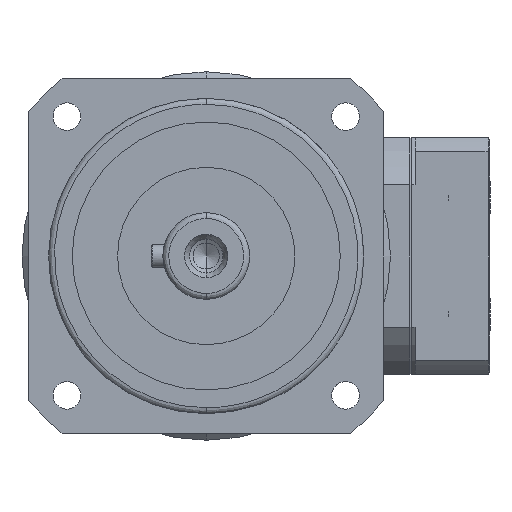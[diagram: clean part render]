
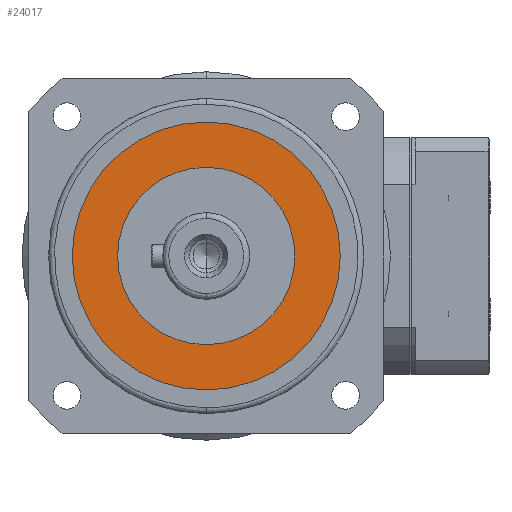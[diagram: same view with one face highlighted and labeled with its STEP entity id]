
A CAD part, left-side view. The second image highlights one B-rep face of the part: STEP entity #24017.
In plain terms, the highlighted face is planar.
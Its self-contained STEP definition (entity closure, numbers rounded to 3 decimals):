
#267 = DIRECTION ( 'NONE',  ( 1., 0., 0. ) ) ;
#285 = EDGE_CURVE ( 'NONE', #28862, #27330, #9961, .T. ) ;
#947 = VERTEX_POINT ( 'NONE', #19760 ) ;
#1787 = ORIENTED_EDGE ( 'NONE', *, *, #285, .T. ) ;
#3475 = CARTESIAN_POINT ( 'NONE',  ( -38.01, 0., 0. ) ) ;
#4088 = ORIENTED_EDGE ( 'NONE', *, *, #10827, .T. ) ;
#4869 = AXIS2_PLACEMENT_3D ( 'NONE', #14245, #267, #16520 ) ;
#5787 = DIRECTION ( 'NONE',  ( 0., 0., 1. ) ) ;
#6494 = AXIS2_PLACEMENT_3D ( 'NONE', #9880, #26225, #12232 ) ;
#7122 = DIRECTION ( 'NONE',  ( 0., 0., 1. ) ) ;
#7240 = DIRECTION ( 'NONE',  ( 1., 0., 0. ) ) ;
#7336 = CARTESIAN_POINT ( 'NONE',  ( -38.01, 0., 0. ) ) ;
#8153 = FACE_BOUND ( 'NONE', #26618, .T. ) ;
#9162 = DIRECTION ( 'NONE',  ( 1., 0., 0. ) ) ;
#9880 = CARTESIAN_POINT ( 'NONE',  ( -38.01, 0., 0. ) ) ;
#9961 = CIRCLE ( 'NONE', #26322, 34. ) ;
#10827 = EDGE_CURVE ( 'NONE', #13723, #947, #13965, .T. ) ;
#12232 = DIRECTION ( 'NONE',  ( 0., 0., 1. ) ) ;
#13215 = AXIS2_PLACEMENT_3D ( 'NONE', #23064, #9162, #25472 ) ;
#13655 = FACE_OUTER_BOUND ( 'NONE', #24009, .T. ) ;
#13723 = VERTEX_POINT ( 'NONE', #18050 ) ;
#13870 = AXIS2_PLACEMENT_3D ( 'NONE', #3475, #19710, #5787 ) ;
#13965 = CIRCLE ( 'NONE', #6494, 22.5 ) ;
#14245 = CARTESIAN_POINT ( 'NONE',  ( -38.01, 0., 0. ) ) ;
#16420 = PLANE ( 'NONE',  #4869 ) ;
#16520 = DIRECTION ( 'NONE',  ( 0., 0., -1. ) ) ;
#17419 = CIRCLE ( 'NONE', #13870, 22.5 ) ;
#18050 = CARTESIAN_POINT ( 'NONE',  ( -38.01, 0., -22.5 ) ) ;
#19710 = DIRECTION ( 'NONE',  ( -1., 0., 0. ) ) ;
#19760 = CARTESIAN_POINT ( 'NONE',  ( -38.01, 0., 22.5 ) ) ;
#20337 = EDGE_CURVE ( 'NONE', #947, #13723, #17419, .T. ) ;
#20554 = EDGE_CURVE ( 'NONE', #27330, #28862, #28444, .T. ) ;
#22064 = ORIENTED_EDGE ( 'NONE', *, *, #20337, .T. ) ;
#23064 = CARTESIAN_POINT ( 'NONE',  ( -38.01, 0., 0. ) ) ;
#24009 = EDGE_LOOP ( 'NONE', ( #1787, #24971 ) ) ;
#24017 = ADVANCED_FACE ( 'NONE', ( #13655, #8153 ), #16420, .T. ) ;
#24971 = ORIENTED_EDGE ( 'NONE', *, *, #20554, .T. ) ;
#25313 = CARTESIAN_POINT ( 'NONE',  ( -38.01, 0., 34. ) ) ;
#25472 = DIRECTION ( 'NONE',  ( 0., 0., 1. ) ) ;
#26225 = DIRECTION ( 'NONE',  ( -1., 0., 0. ) ) ;
#26322 = AXIS2_PLACEMENT_3D ( 'NONE', #7336, #7240, #7122 ) ;
#26618 = EDGE_LOOP ( 'NONE', ( #22064, #4088 ) ) ;
#27330 = VERTEX_POINT ( 'NONE', #30058 ) ;
#28444 = CIRCLE ( 'NONE', #13215, 34. ) ;
#28862 = VERTEX_POINT ( 'NONE', #25313 ) ;
#30058 = CARTESIAN_POINT ( 'NONE',  ( -38.01, 0., -34. ) ) ;
